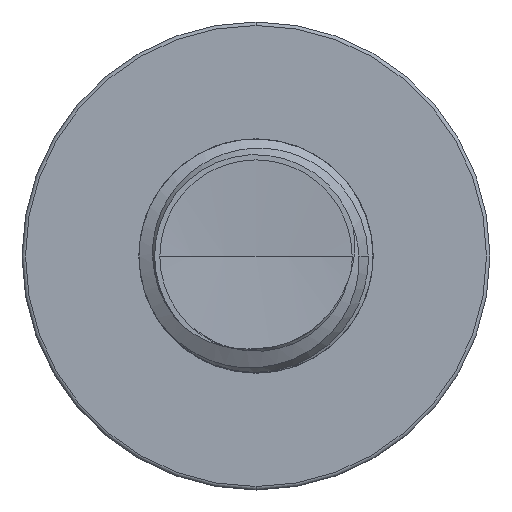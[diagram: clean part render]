
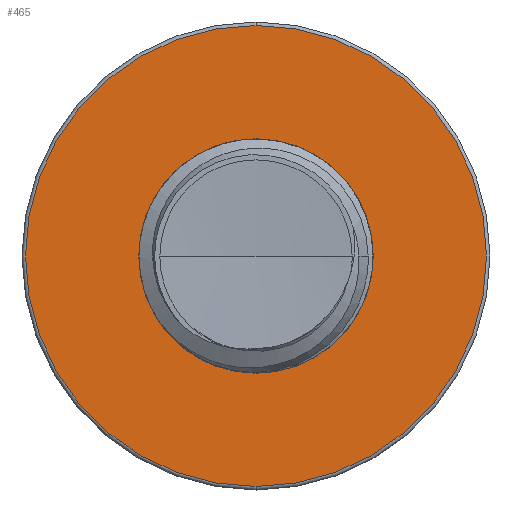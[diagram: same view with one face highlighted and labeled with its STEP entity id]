
A CAD part, front view. The second image highlights one B-rep face of the part: STEP entity #465.
In plain terms, the highlighted planar face has unit normal (0, -1, 0).
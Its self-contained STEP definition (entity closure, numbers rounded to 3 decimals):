
#91 = CARTESIAN_POINT ( 'NONE',  ( 0., 4., -1.754 ) ) ;
#465 = ADVANCED_FACE ( 'NONE', ( #4015, #7385 ), #14367, .T. ) ;
#1669 = CARTESIAN_POINT ( 'NONE',  ( 0., 4., 3.447 ) ) ;
#1783 = EDGE_CURVE ( 'NONE', #8730, #5659, #6482, .T. ) ;
#1816 = AXIS2_PLACEMENT_3D ( 'NONE', #6380, #6368, #6362 ) ;
#2358 = ORIENTED_EDGE ( 'NONE', *, *, #7483, .T. ) ;
#2372 = ORIENTED_EDGE ( 'NONE', *, *, #12526, .T. ) ;
#2446 = ORIENTED_EDGE ( 'NONE', *, *, #2935, .F. ) ;
#2466 = ORIENTED_EDGE ( 'NONE', *, *, #1783, .F. ) ;
#2935 = EDGE_CURVE ( 'NONE', #5659, #8730, #3378, .T. ) ;
#3378 = CIRCLE ( 'NONE', #5620, 1.754 ) ;
#3602 = AXIS2_PLACEMENT_3D ( 'NONE', #13347, #13412, #13359 ) ;
#3761 = CARTESIAN_POINT ( 'NONE',  ( 0., 4., 1.754 ) ) ;
#4015 = FACE_OUTER_BOUND ( 'NONE', #11503, .T. ) ;
#4070 = EDGE_LOOP ( 'NONE', ( #2446, #2466 ) ) ;
#4997 = CARTESIAN_POINT ( 'NONE',  ( 0., 4., -3.447 ) ) ;
#5253 = CIRCLE ( 'NONE', #1816, 3.447 ) ;
#5620 = AXIS2_PLACEMENT_3D ( 'NONE', #10835, #9764, #10526 ) ;
#5659 = VERTEX_POINT ( 'NONE', #91 ) ;
#6362 = DIRECTION ( 'NONE',  ( 0., 0., -1. ) ) ;
#6368 = DIRECTION ( 'NONE',  ( 0., -1., 0. ) ) ;
#6380 = CARTESIAN_POINT ( 'NONE',  ( 0., 4., 0. ) ) ;
#6482 = CIRCLE ( 'NONE', #3602, 1.754 ) ;
#7186 = CIRCLE ( 'NONE', #13463, 3.447 ) ;
#7385 = FACE_BOUND ( 'NONE', #4070, .T. ) ;
#7483 = EDGE_CURVE ( 'NONE', #8143, #9519, #5253, .T. ) ;
#8143 = VERTEX_POINT ( 'NONE', #4997 ) ;
#8730 = VERTEX_POINT ( 'NONE', #3761 ) ;
#9519 = VERTEX_POINT ( 'NONE', #1669 ) ;
#9764 = DIRECTION ( 'NONE',  ( 0., -1., 0. ) ) ;
#10526 = DIRECTION ( 'NONE',  ( 0., 0., -1. ) ) ;
#10835 = CARTESIAN_POINT ( 'NONE',  ( 0., 4., 0. ) ) ;
#11503 = EDGE_LOOP ( 'NONE', ( #2358, #2372 ) ) ;
#12526 = EDGE_CURVE ( 'NONE', #9519, #8143, #7186, .T. ) ;
#12978 = DIRECTION ( 'NONE',  ( 0., -1., 0. ) ) ;
#13002 = CARTESIAN_POINT ( 'NONE',  ( 0., 4., 1.754 ) ) ;
#13029 = DIRECTION ( 'NONE',  ( 0., 0., -1. ) ) ;
#13038 = DIRECTION ( 'NONE',  ( 0., -1., 0. ) ) ;
#13040 = CARTESIAN_POINT ( 'NONE',  ( 0., 4., 0. ) ) ;
#13347 = CARTESIAN_POINT ( 'NONE',  ( 0., 4., 0. ) ) ;
#13359 = DIRECTION ( 'NONE',  ( 0., 0., -1. ) ) ;
#13412 = DIRECTION ( 'NONE',  ( 0., -1., 0. ) ) ;
#13448 = DIRECTION ( 'NONE',  ( 0., 0., -1. ) ) ;
#13463 = AXIS2_PLACEMENT_3D ( 'NONE', #13040, #13038, #13029 ) ;
#13569 = AXIS2_PLACEMENT_3D ( 'NONE', #13002, #12978, #13448 ) ;
#14367 = PLANE ( 'NONE',  #13569 ) ;
